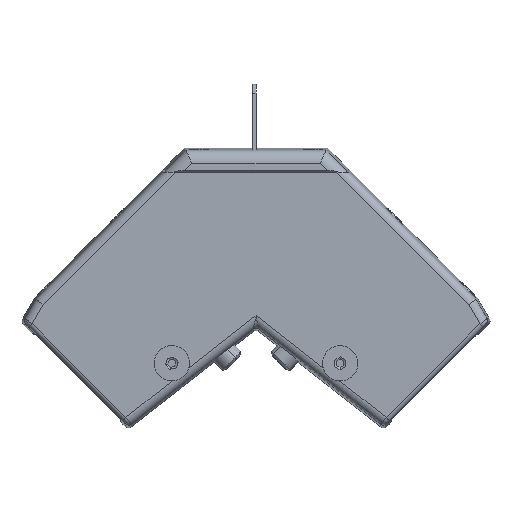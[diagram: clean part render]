
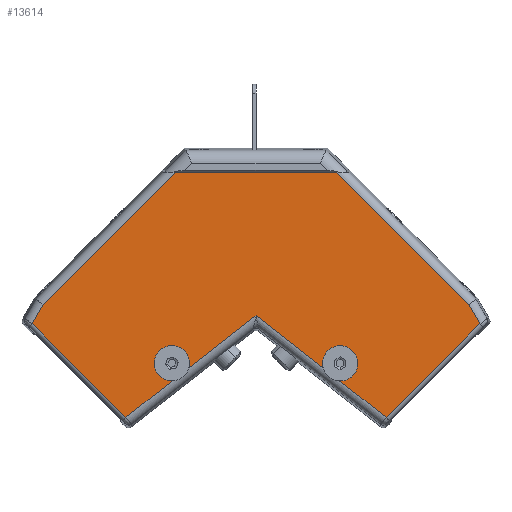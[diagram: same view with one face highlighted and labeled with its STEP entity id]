
A CAD part, top view. The second image highlights one B-rep face of the part: STEP entity #13614.
In plain terms, the highlighted planar face has unit normal (0, 0, 1).
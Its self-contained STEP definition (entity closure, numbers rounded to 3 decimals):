
#1466 = DIRECTION ( 'NONE',  ( -0.966, -0.259, 0. ) ) ;
#1467 = CARTESIAN_POINT ( 'NONE',  ( -152.023, -7.723, 37. ) ) ;
#1468 = LINE ( 'NONE', #1467, #1517 ) ;
#1469 = DIRECTION ( 'NONE',  ( -1., 0., 0. ) ) ;
#1470 = VECTOR ( 'NONE', #1469, 1000. ) ;
#1471 = CARTESIAN_POINT ( 'NONE',  ( -141.872, -4.866, 37. ) ) ;
#1472 = LINE ( 'NONE', #1471, #1470 ) ;
#1487 = VECTOR ( 'NONE', #1539, 1000. ) ;
#1488 = CARTESIAN_POINT ( 'NONE',  ( -67.275, -152.556, 37. ) ) ;
#1489 = LINE ( 'NONE', #1488, #1487 ) ;
#1490 = DIRECTION ( 'NONE',  ( 1., 0., 0. ) ) ;
#1491 = DIRECTION ( 'NONE',  ( 0., 0., 1. ) ) ;
#1492 = AXIS2_PLACEMENT_3D ( 'NONE', #1493, #1491, #1490 ) ;
#1493 = CARTESIAN_POINT ( 'NONE',  ( 13.254, -92.536, 37. ) ) ;
#1494 = PLANE ( 'NONE',  #1492 ) ;
#1495 = FACE_OUTER_BOUND ( 'NONE', #13615, .T. ) ;
#1496 = DIRECTION ( 'NONE',  ( 1., 0., 0. ) ) ;
#1497 = DIRECTION ( 'NONE',  ( 0., 0., 1. ) ) ;
#1498 = CARTESIAN_POINT ( 'NONE',  ( -119., -65., 37. ) ) ;
#1499 = AXIS2_PLACEMENT_3D ( 'NONE', #1498, #1497, #1496 ) ;
#1500 = CIRCLE ( 'NONE', #1499, 7.5 ) ;
#1501 = DIRECTION ( 'NONE',  ( 0.993, -0.122, 0. ) ) ;
#1502 = VECTOR ( 'NONE', #1501, 1000. ) ;
#1503 = CARTESIAN_POINT ( 'NONE',  ( -79.623, -76.23, 37. ) ) ;
#1504 = LINE ( 'NONE', #1503, #1502 ) ;
#1505 = CARTESIAN_POINT ( 'NONE',  ( -151.083, -67.456, 37. ) ) ;
#1506 = DIRECTION ( 'NONE',  ( 0., -1., 0. ) ) ;
#1507 = VECTOR ( 'NONE', #1506, 1000. ) ;
#1508 = CARTESIAN_POINT ( 'NONE',  ( -151.083, -67.217, 37. ) ) ;
#1509 = LINE ( 'NONE', #1508, #1507 ) ;
#1510 = CARTESIAN_POINT ( 'NONE',  ( -151.083, -7.471, 37. ) ) ;
#1517 = VECTOR ( 'NONE', #1466, 1000. ) ;
#1523 = CARTESIAN_POINT ( 'NONE',  ( -141.359, -4.866, 37. ) ) ;
#1524 = DIRECTION ( 'NONE',  ( 0., 1., 0. ) ) ;
#1525 = VECTOR ( 'NONE', #1524, 1000. ) ;
#1526 = CARTESIAN_POINT ( 'NONE',  ( -4.866, -60.401, 37. ) ) ;
#1527 = LINE ( 'NONE', #1526, #1525 ) ;
#1528 = CARTESIAN_POINT ( 'NONE',  ( -4.866, -141.359, 37. ) ) ;
#1529 = DIRECTION ( 'NONE',  ( 0.259, 0.966, 0. ) ) ;
#1530 = VECTOR ( 'NONE', #1529, 1000. ) ;
#1531 = CARTESIAN_POINT ( 'NONE',  ( -4.733, -140.864, 37. ) ) ;
#1532 = LINE ( 'NONE', #1531, #1530 ) ;
#1533 = CARTESIAN_POINT ( 'NONE',  ( -7.471, -151.083, 37. ) ) ;
#1534 = DIRECTION ( 'NONE',  ( 1., 0., 0. ) ) ;
#1535 = VECTOR ( 'NONE', #1534, 1000. ) ;
#1536 = CARTESIAN_POINT ( 'NONE',  ( -7.993, -151.083, 37. ) ) ;
#1537 = LINE ( 'NONE', #1536, #1535 ) ;
#1538 = CARTESIAN_POINT ( 'NONE',  ( -67.456, -151.083, 37. ) ) ;
#1539 = DIRECTION ( 'NONE',  ( 0.122, -0.993, 0. ) ) ;
#1595 = CARTESIAN_POINT ( 'NONE',  ( -76.601, -76.601, 37. ) ) ;
#1596 = DIRECTION ( 'NONE',  ( 0.993, -0.122, 0. ) ) ;
#1597 = VECTOR ( 'NONE', #1596, 1000. ) ;
#1598 = CARTESIAN_POINT ( 'NONE',  ( -79.623, -76.23, 37. ) ) ;
#1599 = LINE ( 'NONE', #1598, #1597 ) ;
#1633 = DIRECTION ( 'NONE',  ( 1., 0., 0. ) ) ;
#1634 = DIRECTION ( 'NONE',  ( 0., 0., 1. ) ) ;
#1635 = CARTESIAN_POINT ( 'NONE',  ( -65., -119., 37. ) ) ;
#1636 = AXIS2_PLACEMENT_3D ( 'NONE', #1635, #1634, #1633 ) ;
#1637 = CIRCLE ( 'NONE', #1636, 7.5 ) ;
#1638 = CARTESIAN_POINT ( 'NONE',  ( -71.787, -115.809, 37. ) ) ;
#1639 = DIRECTION ( 'NONE',  ( 0.122, -0.993, 0. ) ) ;
#1640 = VECTOR ( 'NONE', #1639, 1000. ) ;
#1641 = CARTESIAN_POINT ( 'NONE',  ( -67.275, -152.556, 37. ) ) ;
#1642 = LINE ( 'NONE', #1641, #1640 ) ;
#12444 = EDGE_CURVE ( 'NONE', #12471, #12445, #19650, .T. ) ;
#12445 = VERTEX_POINT ( 'NONE', #19698 ) ;
#12448 = VERTEX_POINT ( 'NONE', #19697 ) ;
#12450 = EDGE_CURVE ( 'NONE', #12448, #12468, #19693, .T. ) ;
#12456 = VERTEX_POINT ( 'NONE', #19726 ) ;
#12468 = VERTEX_POINT ( 'NONE', #19704 ) ;
#12471 = VERTEX_POINT ( 'NONE', #19699 ) ;
#12516 = VERTEX_POINT ( 'NONE', #19845 ) ;
#12518 = EDGE_CURVE ( 'NONE', #12516, #12456, #19844, .T. ) ;
#12745 = VERTEX_POINT ( 'NONE', #20258 ) ;
#12746 = VERTEX_POINT ( 'NONE', #20252 ) ;
#12811 = EDGE_CURVE ( 'NONE', #12746, #12745, #20367, .T. ) ;
#13600 = ORIENTED_EDGE ( 'NONE', *, *, #13601, .T. ) ;
#13601 = EDGE_CURVE ( 'NONE', #12745, #13628, #1472, .T. ) ;
#13602 = ORIENTED_EDGE ( 'NONE', *, *, #13603, .T. ) ;
#13603 = EDGE_CURVE ( 'NONE', #13628, #13605, #1468, .T. ) ;
#13605 = VERTEX_POINT ( 'NONE', #1510 ) ;
#13606 = ORIENTED_EDGE ( 'NONE', *, *, #13607, .T. ) ;
#13607 = EDGE_CURVE ( 'NONE', #13605, #13608, #1509, .T. ) ;
#13608 = VERTEX_POINT ( 'NONE', #1505 ) ;
#13609 = ORIENTED_EDGE ( 'NONE', *, *, #13610, .T. ) ;
#13610 = EDGE_CURVE ( 'NONE', #13608, #12445, #1504, .T. ) ;
#13611 = ORIENTED_EDGE ( 'NONE', *, *, #12444, .F. ) ;
#13612 = ORIENTED_EDGE ( 'NONE', *, *, #13613, .F. ) ;
#13613 = EDGE_CURVE ( 'NONE', #12468, #12471, #1500, .T. ) ;
#13614 = ADVANCED_FACE ( 'NONE', ( #1495 ), #1494, .T. ) ;
#13615 = EDGE_LOOP ( 'NONE', ( #13616, #13619, #13622, #13625, #13627, #13600, #13602, #13606, #13609, #13611, #13612, #13671, #13672, #13675, #13678, #13680 ) ) ;
#13616 = ORIENTED_EDGE ( 'NONE', *, *, #13617, .T. ) ;
#13617 = EDGE_CURVE ( 'NONE', #12516, #13618, #1489, .T. ) ;
#13618 = VERTEX_POINT ( 'NONE', #1538 ) ;
#13619 = ORIENTED_EDGE ( 'NONE', *, *, #13620, .T. ) ;
#13620 = EDGE_CURVE ( 'NONE', #13618, #13621, #1537, .T. ) ;
#13621 = VERTEX_POINT ( 'NONE', #1533 ) ;
#13622 = ORIENTED_EDGE ( 'NONE', *, *, #13623, .T. ) ;
#13623 = EDGE_CURVE ( 'NONE', #13621, #13624, #1532, .T. ) ;
#13624 = VERTEX_POINT ( 'NONE', #1528 ) ;
#13625 = ORIENTED_EDGE ( 'NONE', *, *, #13626, .T. ) ;
#13626 = EDGE_CURVE ( 'NONE', #13624, #12746, #1527, .T. ) ;
#13627 = ORIENTED_EDGE ( 'NONE', *, *, #12811, .T. ) ;
#13628 = VERTEX_POINT ( 'NONE', #1523 ) ;
#13671 = ORIENTED_EDGE ( 'NONE', *, *, #12450, .F. ) ;
#13672 = ORIENTED_EDGE ( 'NONE', *, *, #13673, .T. ) ;
#13673 = EDGE_CURVE ( 'NONE', #12448, #13674, #1599, .T. ) ;
#13674 = VERTEX_POINT ( 'NONE', #1595 ) ;
#13675 = ORIENTED_EDGE ( 'NONE', *, *, #13676, .T. ) ;
#13676 = EDGE_CURVE ( 'NONE', #13674, #13677, #1642, .T. ) ;
#13677 = VERTEX_POINT ( 'NONE', #1638 ) ;
#13678 = ORIENTED_EDGE ( 'NONE', *, *, #13679, .F. ) ;
#13679 = EDGE_CURVE ( 'NONE', #12456, #13677, #1637, .T. ) ;
#13680 = ORIENTED_EDGE ( 'NONE', *, *, #12518, .F. ) ;
#19646 = DIRECTION ( 'NONE',  ( 1., 0., 0. ) ) ;
#19647 = DIRECTION ( 'NONE',  ( 0., 0., 1. ) ) ;
#19648 = CARTESIAN_POINT ( 'NONE',  ( -119., -65., 37. ) ) ;
#19649 = AXIS2_PLACEMENT_3D ( 'NONE', #19648, #19647, #19646 ) ;
#19650 = CIRCLE ( 'NONE', #19649, 7.5 ) ;
#19674 = DIRECTION ( 'NONE',  ( 1., 0., 0. ) ) ;
#19691 = DIRECTION ( 'NONE',  ( 0., 0., 1. ) ) ;
#19692 = AXIS2_PLACEMENT_3D ( 'NONE', #19696, #19691, #19674 ) ;
#19693 = CIRCLE ( 'NONE', #19692, 7.5 ) ;
#19696 = CARTESIAN_POINT ( 'NONE',  ( -119., -65., 37. ) ) ;
#19697 = CARTESIAN_POINT ( 'NONE',  ( -115.809, -71.787, 37. ) ) ;
#19698 = CARTESIAN_POINT ( 'NONE',  ( -123.738, -70.814, 37. ) ) ;
#19699 = CARTESIAN_POINT ( 'NONE',  ( -126.5, -65., 37. ) ) ;
#19704 = CARTESIAN_POINT ( 'NONE',  ( -111.5, -65., 37. ) ) ;
#19726 = CARTESIAN_POINT ( 'NONE',  ( -57.5, -119., 37. ) ) ;
#19830 = DIRECTION ( 'NONE',  ( 1., 0., 0. ) ) ;
#19831 = DIRECTION ( 'NONE',  ( 0., 0., 1. ) ) ;
#19832 = CARTESIAN_POINT ( 'NONE',  ( -65., -119., 37. ) ) ;
#19843 = AXIS2_PLACEMENT_3D ( 'NONE', #19832, #19831, #19830 ) ;
#19844 = CIRCLE ( 'NONE', #19843, 7.5 ) ;
#19845 = CARTESIAN_POINT ( 'NONE',  ( -70.814, -123.738, 37. ) ) ;
#20252 = CARTESIAN_POINT ( 'NONE',  ( -4.866, -56.505, 37. ) ) ;
#20258 = CARTESIAN_POINT ( 'NONE',  ( -56.505, -4.866, 37. ) ) ;
#20364 = DIRECTION ( 'NONE',  ( -0.707, 0.707, 0. ) ) ;
#20365 = VECTOR ( 'NONE', #20364, 1000. ) ;
#20366 = CARTESIAN_POINT ( 'NONE',  ( -60.685, -0.685, 37. ) ) ;
#20367 = LINE ( 'NONE', #20366, #20365 ) ;
